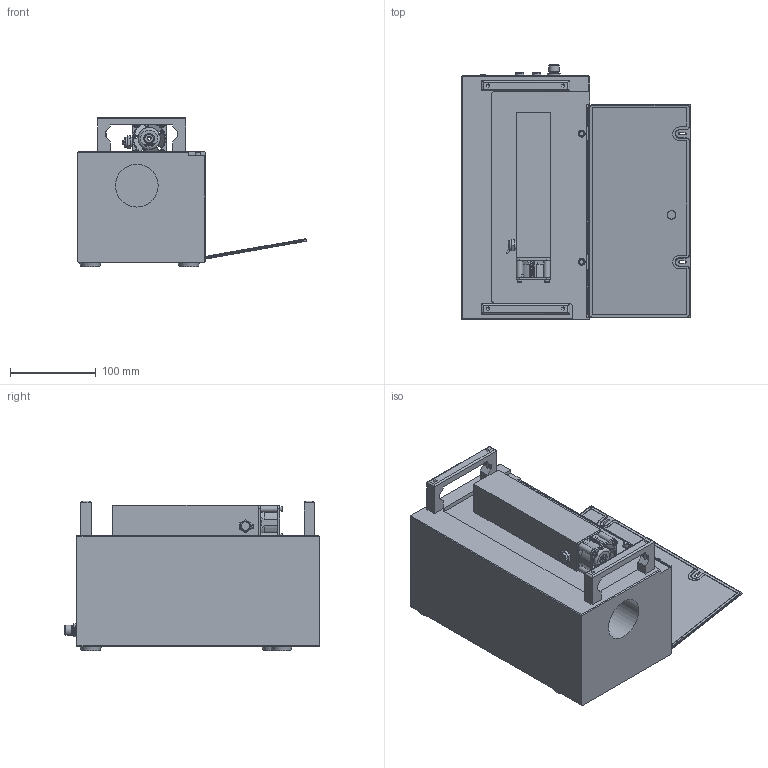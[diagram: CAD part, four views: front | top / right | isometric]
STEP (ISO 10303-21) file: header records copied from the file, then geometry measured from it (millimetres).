
FILE_DESCRIPTION(/* description */ (''),/* implementation_level */ '2;1');
FILE_NAME(/* name */ 'LQM-P-20-STEP',/* time_stamp */ '2020-07-14T07:17:16+02:00',/* author */ (''),/* organization */ (''),/* preprocessor_version */ 'ST-DEVELOPER v16.5',/* originating_system */ 'HiCAD 2020 2501.0 Build 260',/* authorisation */ '');
FILE_SCHEMA (('AUTOMOTIVE_DESIGN { 1 0 10303 214 1 1 1 1 }'));
Products named in the file (54): Root; LQM-P-20_Baugruppe; Grundgerät; Gehäuseklappe_Baugruppe; PTFE-Klebedichtung 3x1,5; LQM-P-Gehäuseklappe; LQM-U-Mattglas-Streifen; J3; Teil; SW1; WIPP-SCHALTER_1801.1146; Schalter; J4; c-5413969-2-a-3d; J5; J1; HALO-RJ45-BUCHSE-HFJV1-2450-L12; HALO-RJ45-Stehend; 100635193-A-housing_front_back; 21010000018_01_02-B-nut_M16x1.5_die_cast; LQM-P-Anschlussfeld; Griff; GUMMIFUß; Gehäusedeckel_Baugruppe; VD-075F_21mm; Bi-Metallschalter-C-50°C; ebmpapst-414 JHH-40x40x25; Hauptk; K; LQM-KÜHLKÖRPER; Normteilgruppe _0; ISO 14579-M3x30-A3-70_Zylinderkopfschrauben_0; LQM-VERRIEGELUNG_LQM01A00010007_0; HAKEN; DRÜCKER
Assembly tree (53 placements, depth 5):
  Root
    LQM-P-20_Baugruppe
      Grundgerät
      Gehäuseklappe_Baugruppe
        PTFE-Klebedichtung 3x1,5
        LQM-P-Gehäuseklappe
      Gehäuseklappe_Baugruppe
        PTFE-Klebedichtung 3x1,5
        LQM-P-Gehäuseklappe
      LQM-U-Mattglas-Streifen
      J3
        Teil
      SW1
        WIPP-SCHALTER_1801.1146
          Schalter
      J4
        c-5413969-2-a-3d
      J5
        c-5413969-2-a-3d
      J1
        HALO-RJ45-BUCHSE-HFJV1-2450-L12
          HALO-RJ45-Stehend
      100635193-A-housing_front_back
        Teil
        Teil
      21010000018_01_02-B-nut_M16x1.5_die_cast
        Teil
        Teil
      LQM-P-Anschlussfeld
      Griff
      Griff
      GUMMIFUß
      GUMMIFUß
      GUMMIFUß
      GUMMIFUß
      Gehäusedeckel_Baugruppe
        VD-075F_21mm
        VD-075F_21mm
        Bi-Metallschalter-C-50°C
        ebmpapst-414 JHH-40x40x25
          Hauptk
          K
        LQM-KÜHLKÖRPER
        Normteilgruppe _0
          ISO 14579-M3x30-A3-70_Zylinderkopfschrauben_0
          ISO 14579-M3x30-A3-70_Zylinderkopfschrauben_0
          ISO 14579-M3x30-A3-70_Zylinderkopfschrauben_0
          ISO 14579-M3x30-A3-70_Zylinderkopfschrauben_0
        LQM-VERRIEGELUNG_LQM01A00010007_0
          HAKEN
          DRÜCKER
        LQM-VERRIEGELUNG_LQM01A00010007_0
          HAKEN
          DRÜCKER
Bounding box: 267.75 x 298.99 x 175 mm (x, y, z)
Volume: 5433475.6 mm3; surface area: 587787.1 mm2
Topology: 34 solids, 34 shells, 2846 faces, 7602 edges, 4993 vertices
Faces by surface type: plane 1931, cylinder 655, cone 182, torus 53, bspline 15, sphere 10
Full cylindrical faces by diameter (mm): 0.6 x16, 0.7 x8, 0.762 x2, 1 x12, 1.27 x8, 1.422 x2, 1.8 x2, 1.981 x4, 2.21 x2, 2.387 x6, 2.5 x4, 3 x6, 3.2 x10, 3.5 x12, 4.674 x2, 4.773 x1, 5 x8, 5.5 x4, 5.588 x2, 5.791 x2, 6 x15, 6.4 x1, 6.5 x1, 6.833 x2, 6.9 x1, 8 x6, 8.4 x1, 8.5 x1, 9.15 x1, 9.2 x1
Entity records: 164807 total; most frequent: CARTESIAN_POINT 37443, PRESENTATION_STYLE_ASSIGNMENT 14272, OVER_RIDING_STYLED_ITEM 14238, DRAUGHTING_PRE_DEFINED_CURVE_FONT 14234, CURVE_STYLE 14234, ORIENTED_EDGE 14234, DIRECTION 14217, EDGE_CURVE 7117
